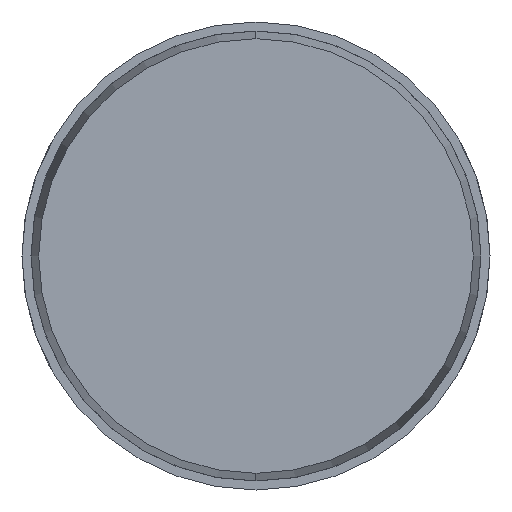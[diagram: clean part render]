
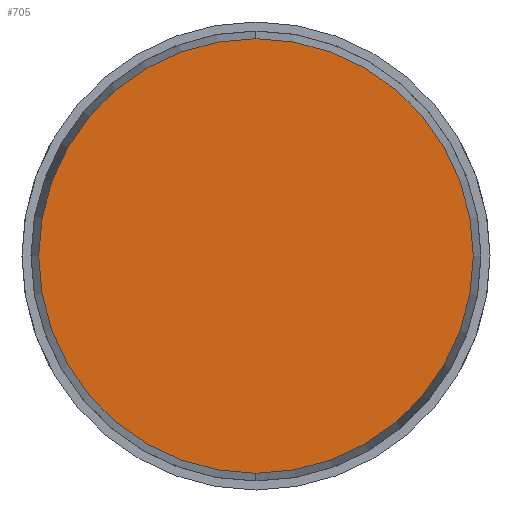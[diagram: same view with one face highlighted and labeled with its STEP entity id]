
A CAD part, front view. The second image highlights one B-rep face of the part: STEP entity #705.
In plain terms, the highlighted planar face has unit normal (0, -1, 0).
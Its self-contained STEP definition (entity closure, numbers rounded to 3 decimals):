
#38 = ORIENTED_EDGE ( 'NONE', *, *, #442, .T. ) ;
#122 = DIRECTION ( 'NONE',  ( 0., 0., 1. ) ) ;
#148 = CARTESIAN_POINT ( 'NONE',  ( 0., 0., 0. ) ) ;
#264 = VERTEX_POINT ( 'NONE', #657 ) ;
#282 = VERTEX_POINT ( 'NONE', #460 ) ;
#296 = AXIS2_PLACEMENT_3D ( 'NONE', #305, #515, #122 ) ;
#305 = CARTESIAN_POINT ( 'NONE',  ( -24.143, 0., 0. ) ) ;
#319 = PLANE ( 'NONE',  #296 ) ;
#335 = DIRECTION ( 'NONE',  ( 0., 0., -1. ) ) ;
#344 = EDGE_LOOP ( 'NONE', ( #1039, #38 ) ) ;
#416 = CIRCLE ( 'NONE', #874, 24.143 ) ;
#426 = DIRECTION ( 'NONE',  ( 0., -1., 0. ) ) ;
#442 = EDGE_CURVE ( 'NONE', #282, #264, #416, .T. ) ;
#460 = CARTESIAN_POINT ( 'NONE',  ( 0., 0., -24.143 ) ) ;
#515 = DIRECTION ( 'NONE',  ( 0., 1., 0. ) ) ;
#584 = DIRECTION ( 'NONE',  ( 0., -1., 0. ) ) ;
#616 = AXIS2_PLACEMENT_3D ( 'NONE', #855, #584, #869 ) ;
#657 = CARTESIAN_POINT ( 'NONE',  ( 0., 0., 24.143 ) ) ;
#691 = FACE_OUTER_BOUND ( 'NONE', #344, .T. ) ;
#705 = ADVANCED_FACE ( 'NONE', ( #691 ), #319, .F. ) ;
#855 = CARTESIAN_POINT ( 'NONE',  ( 0., 0., 0. ) ) ;
#869 = DIRECTION ( 'NONE',  ( 0., 0., -1. ) ) ;
#874 = AXIS2_PLACEMENT_3D ( 'NONE', #148, #426, #335 ) ;
#903 = CIRCLE ( 'NONE', #616, 24.143 ) ;
#1029 = EDGE_CURVE ( 'NONE', #264, #282, #903, .T. ) ;
#1039 = ORIENTED_EDGE ( 'NONE', *, *, #1029, .T. ) ;
